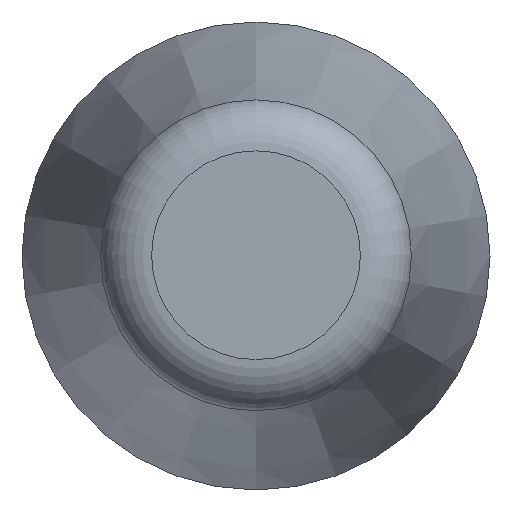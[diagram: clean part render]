
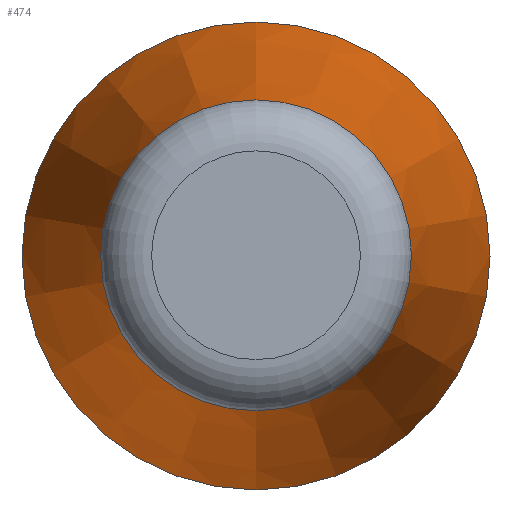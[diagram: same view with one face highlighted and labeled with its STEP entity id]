
A CAD part, top view. The second image highlights one B-rep face of the part: STEP entity #474.
In plain terms, the highlighted conical face has half-angle 10.886 degrees and reference radius 11 mm.
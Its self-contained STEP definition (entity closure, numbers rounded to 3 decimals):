
#54=FACE_OUTER_BOUND('',#83,.T.);
#83=EDGE_LOOP('',(#347,#348,#349,#350));
#115=LINE('',#757,#155);
#155=VECTOR('',#603,11.);
#200=CIRCLE('',#525,8.968);
#201=CIRCLE('',#527,13.5);
#225=VERTEX_POINT('',#752);
#226=VERTEX_POINT('',#756);
#273=EDGE_CURVE('',#225,#225,#200,.T.);
#274=EDGE_CURVE('',#225,#226,#115,.T.);
#275=EDGE_CURVE('',#226,#226,#201,.T.);
#347=ORIENTED_EDGE('',*,*,#273,.F.);
#348=ORIENTED_EDGE('',*,*,#274,.T.);
#349=ORIENTED_EDGE('',*,*,#275,.T.);
#350=ORIENTED_EDGE('',*,*,#274,.F.);
#469=CONICAL_SURFACE('',#526,11.,0.19);
#474=ADVANCED_FACE('',(#54),#469,.T.);
#525=AXIS2_PLACEMENT_3D('',#754,#599,#600);
#526=AXIS2_PLACEMENT_3D('',#755,#601,#602);
#527=AXIS2_PLACEMENT_3D('',#758,#604,#605);
#599=DIRECTION('center_axis',(0.,1.,0.));
#600=DIRECTION('ref_axis',(0.,0.,-1.));
#601=DIRECTION('center_axis',(0.,-1.,0.));
#602=DIRECTION('ref_axis',(0.,0.,1.));
#603=DIRECTION('',(0.,-0.982,-0.189));
#604=DIRECTION('center_axis',(0.,1.,0.));
#605=DIRECTION('ref_axis',(1.,0.,0.));
#752=CARTESIAN_POINT('',(0.,89.567,-8.968));
#754=CARTESIAN_POINT('Origin',(0.,89.567,0.));
#755=CARTESIAN_POINT('Origin',(0.,79.,0.));
#756=CARTESIAN_POINT('',(0.,66.,-13.5));
#757=CARTESIAN_POINT('',(0.,79.,-11.));
#758=CARTESIAN_POINT('Origin',(0.,66.,0.));
